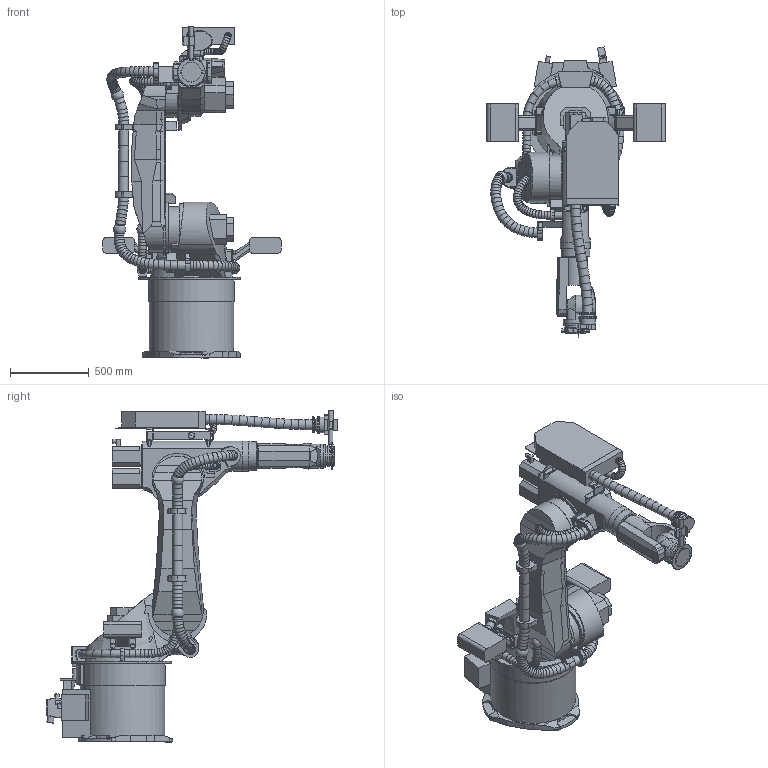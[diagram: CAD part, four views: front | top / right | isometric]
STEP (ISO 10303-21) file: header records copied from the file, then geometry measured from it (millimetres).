
FILE_DESCRIPTION(/* description */ (''),/* implementation_level */ '2;1');
FILE_NAME(/* name */ 'KR30.stp',/* time_stamp */ '2025-02-07T18:23:31+02:00',/* author */ ('Raul'),/* organization */ (''),/* preprocessor_version */ 'ST-DEVELOPER v20',/* originating_system */ 'Autodesk Inventor 2025',/* authorisation */ '');
FILE_SCHEMA (('AUTOMOTIVE_DESIGN { 1 0 10303 214 3 1 1 }'));
Length unit declared in the file: inch
Products named in the file (2): Assembly1; KR30-3
Assembly tree (1 placements, depth 2):
  Assembly1
    KR30-3
Bounding box: 1128 x 1839.89 x 2102.26 mm (x, y, z)
Surface area: 8438385.3 mm2 (no closed solid volume)
Topology: 0 solids, 2 shells, 1476 faces, 4055 edges, 2641 vertices
Faces by surface type: plane 930, cylinder 213, torus 209, bspline 109, cone 12, sphere 3
Full cylindrical faces by diameter (mm): 25 x1, 26 x2, 30 x9, 40 x2, 49 x2, 62 x2, 74 x1, 99 x1, 100 x2, 102.147 x1, 105 x2, 110 x1, 115 x1, 120 x1, 124 x1, 125 x1, 135 x1, 145 x1, 150 x1, 152 x1, 155 x1, 163 x1, 182 x1, 190 x2, 283 x2, 325 x1, 535 x1, 543 x1
Entity records: 53270 total; most frequent: CARTESIAN_POINT 14116, ORIENTED_EDGE 8104, DIRECTION 7654, EDGE_CURVE 4052, VERTEX_POINT 2639, AXIS2_PLACEMENT_3D 2619, LINE 2416, VECTOR 2416
